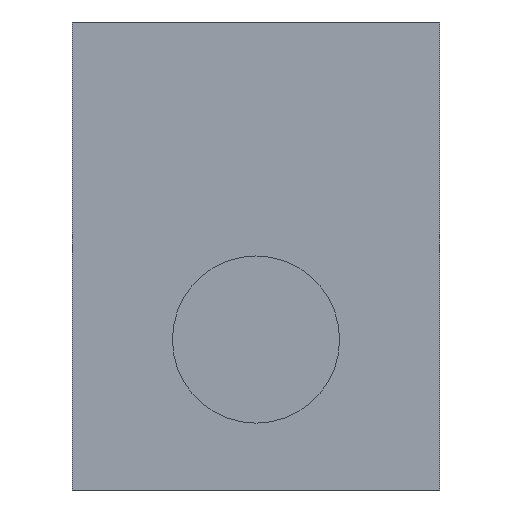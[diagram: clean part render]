
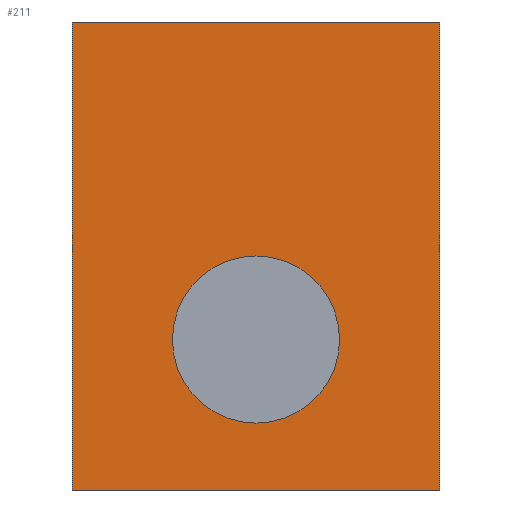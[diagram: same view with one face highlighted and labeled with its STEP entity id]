
A CAD part, left-side view. The second image highlights one B-rep face of the part: STEP entity #211.
In plain terms, the highlighted planar face has unit normal (-1, 0, 0).
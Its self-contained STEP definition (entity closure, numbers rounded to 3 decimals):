
#27=FACE_BOUND('',#62,.T.);
#30=PLANE('',#248);
#44=FACE_OUTER_BOUND('',#61,.T.);
#61=EDGE_LOOP('',(#165,#166,#167,#168));
#62=EDGE_LOOP('',(#169));
#81=LINE('',#362,#97);
#82=LINE('',#364,#98);
#83=LINE('',#366,#99);
#84=LINE('',#367,#100);
#97=VECTOR('',#290,10.);
#98=VECTOR('',#291,10.);
#99=VECTOR('',#292,10.);
#100=VECTOR('',#293,10.);
#109=CIRCLE('',#245,2.5);
#117=VERTEX_POINT('',#346);
#122=VERTEX_POINT('',#360);
#123=VERTEX_POINT('',#361);
#124=VERTEX_POINT('',#363);
#125=VERTEX_POINT('',#365);
#134=EDGE_CURVE('',#117,#117,#109,.T.);
#139=EDGE_CURVE('',#122,#123,#81,.T.);
#140=EDGE_CURVE('',#123,#124,#82,.T.);
#141=EDGE_CURVE('',#124,#125,#83,.T.);
#142=EDGE_CURVE('',#125,#122,#84,.T.);
#165=ORIENTED_EDGE('',*,*,#139,.T.);
#166=ORIENTED_EDGE('',*,*,#140,.T.);
#167=ORIENTED_EDGE('',*,*,#141,.T.);
#168=ORIENTED_EDGE('',*,*,#142,.T.);
#169=ORIENTED_EDGE('',*,*,#134,.T.);
#211=ADVANCED_FACE('',(#44,#27),#30,.F.);
#245=AXIS2_PLACEMENT_3D('',#348,#278,#279);
#248=AXIS2_PLACEMENT_3D('',#359,#288,#289);
#278=DIRECTION('center_axis',(1.,0.,0.));
#279=DIRECTION('ref_axis',(0.,0.,-1.));
#288=DIRECTION('center_axis',(1.,0.,0.));
#289=DIRECTION('ref_axis',(0.,0.,1.));
#290=DIRECTION('',(0.,1.,0.));
#291=DIRECTION('',(0.,0.,-1.));
#292=DIRECTION('',(0.,-1.,0.));
#293=DIRECTION('',(0.,0.,1.));
#346=CARTESIAN_POINT('',(0.,3.,4.5));
#348=CARTESIAN_POINT('Origin',(0.,5.5,4.5));
#359=CARTESIAN_POINT('Origin',(0.,5.5,7.));
#360=CARTESIAN_POINT('',(0.,0.,14.));
#361=CARTESIAN_POINT('',(0.,11.,14.));
#362=CARTESIAN_POINT('',(0.,5.5,14.));
#363=CARTESIAN_POINT('',(0.,11.,0.));
#364=CARTESIAN_POINT('',(0.,11.,7.));
#365=CARTESIAN_POINT('',(0.,0.,0.));
#366=CARTESIAN_POINT('',(0.,5.5,0.));
#367=CARTESIAN_POINT('',(0.,0.,7.));
